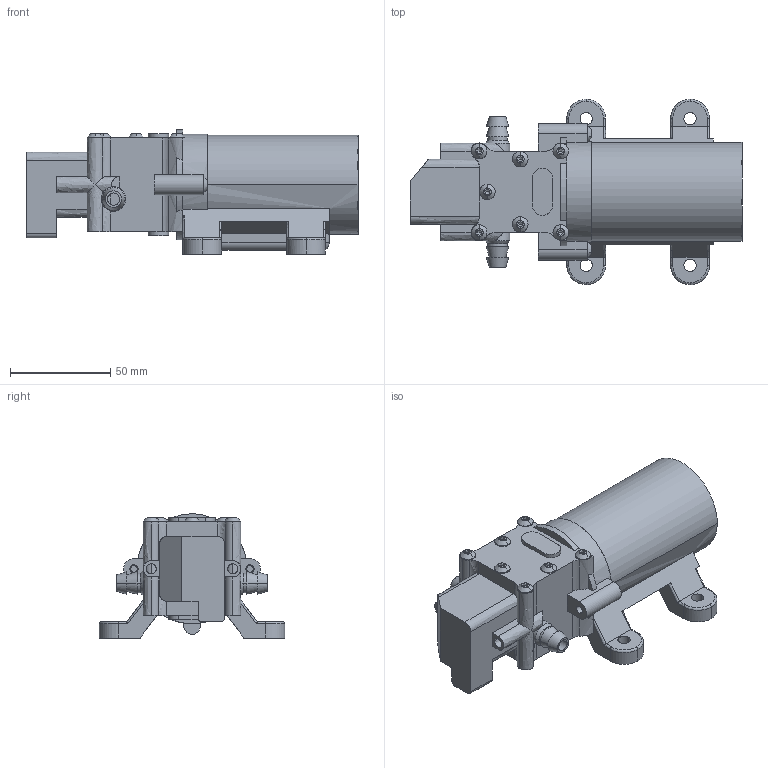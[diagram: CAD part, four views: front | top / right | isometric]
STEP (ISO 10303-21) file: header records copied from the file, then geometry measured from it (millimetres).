
FILE_DESCRIPTION(('FreeCAD Model'),'2;1');
FILE_NAME('Open CASCADE Shape Model','2025-05-04T13:55:32',('FreeCAD'),( 'FreeCAD'),'Open CASCADE STEP processor 7.6','FreeCAD','Unknown');
FILE_SCHEMA(('AUTOMOTIVE_DESIGN { 1 0 10303 214 1 1 1 1 }'));
Length unit declared in the file: millimetre
Products named in the file (1): Open CASCADE STEP translator 7.6 1
Bounding box: 165.92 x 92.63 x 62.03 mm (x, y, z)
Volume: 336065.7 mm3; surface area: 51515.3 mm2
Topology: 10 solids, 10 shells, 507 faces, 1217 edges, 745 vertices
Faces by surface type: bspline 507
Entity records: 16437 total; most frequent: CARTESIAN_POINT 9511, ORIENTED_EDGE 2394, EDGE_CURVE 1197, VERTEX_POINT 745, B_SPLINE_CURVE_WITH_KNOTS 708, FACE_BOUND 554, EDGE_LOOP 554, ADVANCED_FACE 507
